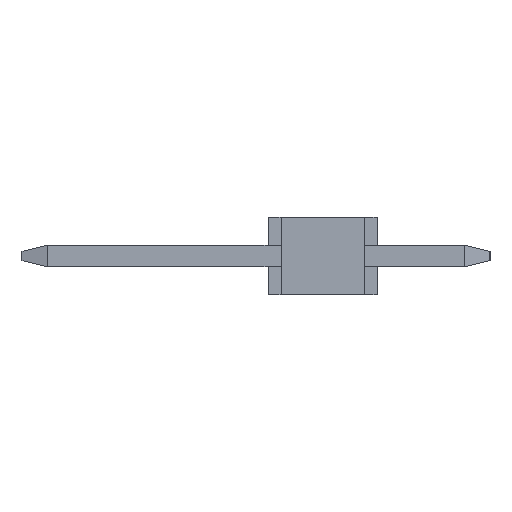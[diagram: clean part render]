
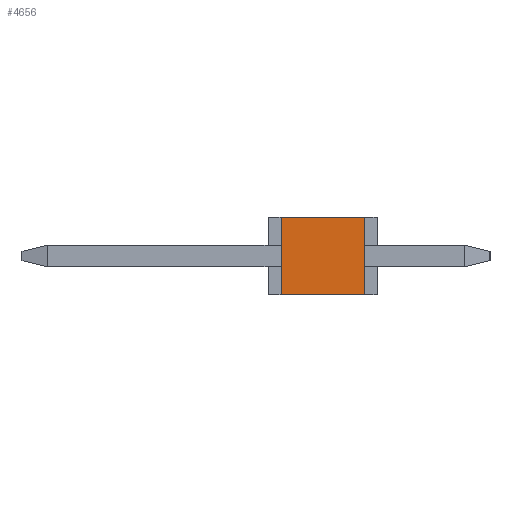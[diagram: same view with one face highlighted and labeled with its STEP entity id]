
A CAD part, left-side view. The second image highlights one B-rep face of the part: STEP entity #4656.
In plain terms, the highlighted planar face has unit normal (-1, 0, 0).
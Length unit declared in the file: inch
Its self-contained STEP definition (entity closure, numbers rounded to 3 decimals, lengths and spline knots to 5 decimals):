
#1=DIRECTION('',(0.,0.,-1.));
#2=VECTOR('',#1,0.093);
#3=CARTESIAN_POINT('',(-0.695,0.05,0.0465));
#4=LINE('',#3,#2);
#5=DIRECTION('',(0.,-1.,0.));
#6=VECTOR('',#5,0.1);
#7=CARTESIAN_POINT('',(-0.695,0.05,0.0465));
#8=LINE('',#7,#6);
#9=DIRECTION('',(0.,0.,-1.));
#10=VECTOR('',#9,0.093);
#11=CARTESIAN_POINT('',(-0.695,-0.05,0.0465));
#12=LINE('',#11,#10);
#13=DIRECTION('',(0.,1.,0.));
#14=VECTOR('',#13,0.1);
#15=CARTESIAN_POINT('',(-0.695,-0.05,-0.0465));
#16=LINE('',#15,#14);
#3545=CARTESIAN_POINT('',(-0.695,0.05,0.0465));
#3546=CARTESIAN_POINT('',(-0.695,0.05,-0.0465));
#3547=VERTEX_POINT('',#3545);
#3548=VERTEX_POINT('',#3546);
#3549=CARTESIAN_POINT('',(-0.695,-0.05,0.0465));
#3550=CARTESIAN_POINT('',(-0.695,-0.05,-0.0465));
#3551=VERTEX_POINT('',#3549);
#3552=VERTEX_POINT('',#3550);
#4641=CARTESIAN_POINT('',(-0.695,0.,0.));
#4642=DIRECTION('',(1.,0.,0.));
#4643=DIRECTION('',(0.,0.,-1.));
#4644=AXIS2_PLACEMENT_3D('',#4641,#4642,#4643);
#4645=PLANE('',#4644);
#4647=ORIENTED_EDGE('',*,*,#4646,.F.);
#4649=ORIENTED_EDGE('',*,*,#4648,.T.);
#4651=ORIENTED_EDGE('',*,*,#4650,.T.);
#4653=ORIENTED_EDGE('',*,*,#4652,.T.);
#4654=EDGE_LOOP('',(#4647,#4649,#4651,#4653));
#4655=FACE_OUTER_BOUND('',#4654,.F.);
#4656=ADVANCED_FACE('',(#4655),#4645,.F.);
#4646=EDGE_CURVE('',#3547,#3548,#4,.T.);
#4648=EDGE_CURVE('',#3547,#3551,#8,.T.);
#4650=EDGE_CURVE('',#3551,#3552,#12,.T.);
#4652=EDGE_CURVE('',#3552,#3548,#16,.T.);
